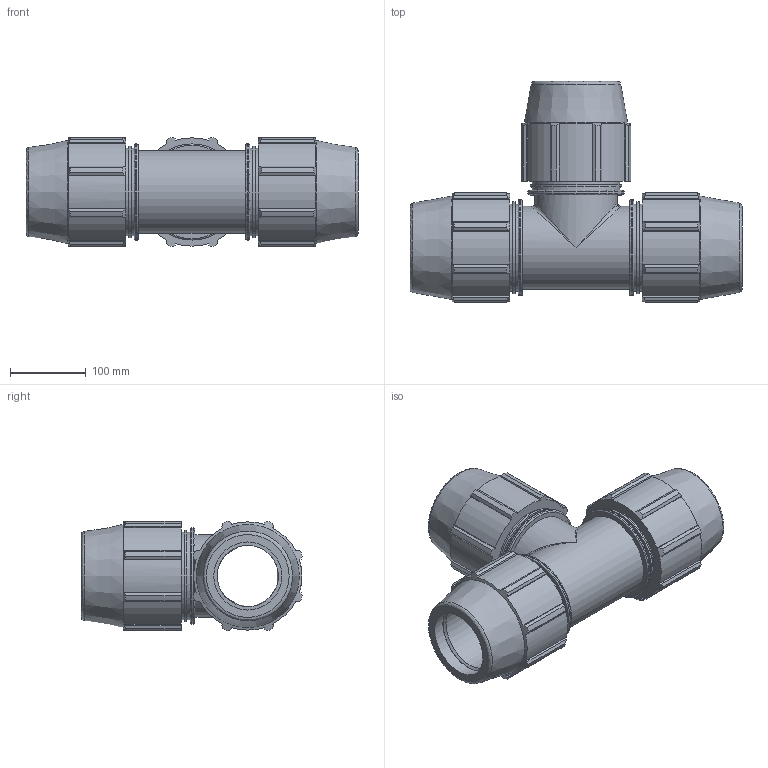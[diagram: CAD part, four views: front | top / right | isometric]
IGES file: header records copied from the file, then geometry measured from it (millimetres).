
Global section: file name: 0704060900A.ipt; native system: Autodesk Inventor 2015; preprocessor: unknown; author: KIM; date: 20180325.201203; units: millimetre
Bounding box: 439 x 292.45 x 144.9 mm (x, y, z)
Volume: 4205051.1 mm3; surface area: 482024.2 mm2
Topology: 1 solids, 1 shells, 226 faces, 632 edges, 424 vertices
Faces by surface type: plane 120, cylinder 62, cone 22, revolution 20, bspline 2
Full cylindrical faces by diameter (mm): 109.725 x2, 115.5 x6, 121.275 x3, 127.05 x3
